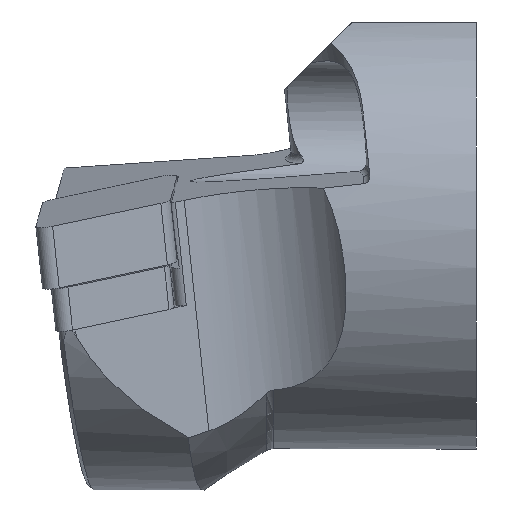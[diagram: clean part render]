
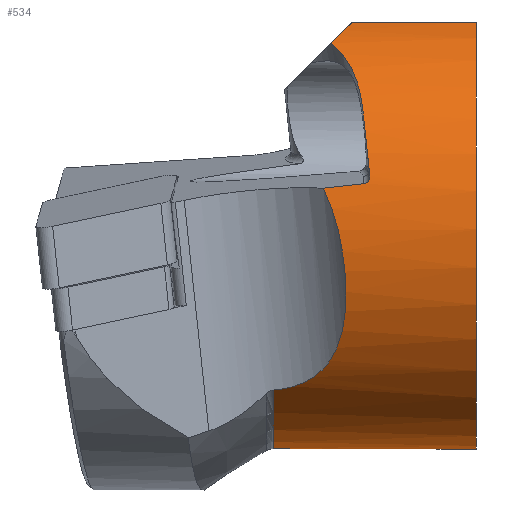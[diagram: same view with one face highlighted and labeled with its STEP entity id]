
A CAD part, front view. The second image highlights one B-rep face of the part: STEP entity #534.
In plain terms, the highlighted cylindrical face has radius 16 mm (diameter 32 mm), a partial arc.
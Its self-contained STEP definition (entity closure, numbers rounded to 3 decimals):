
#468=ELLIPSE('',#1683,153.068,16.);
#469=ELLIPSE('',#1685,16.091,16.);
#470=ELLIPSE('',#1686,22.627,16.);
#471=ELLIPSE('',#1687,22.627,16.);
#472=ELLIPSE('',#1688,16.091,16.);
#488=CYLINDRICAL_SURFACE('',#1689,16.);
#534=ADVANCED_FACE('',(#638),#488,.T.);
#638=FACE_OUTER_BOUND('',#708,.T.);
#708=EDGE_LOOP('',(#957,#958,#959,#960,#961,#962,#963,#964,#965,#966,#967,
#968,#969,#970));
#766=B_SPLINE_CURVE_WITH_KNOTS('',3,(#2376,#2377,#2378,#2379,#2380,#2381,
#2382,#2383,#2384,#2385),.UNSPECIFIED.,.F.,.F.,(4,2,2,2,4),(0.,0.25,0.5,
0.75,1.),.UNSPECIFIED.);
#767=B_SPLINE_CURVE_WITH_KNOTS('',3,(#2389,#2390,#2391,#2392,#2393,#2394,
#2395,#2396,#2397,#2398,#2399,#2400,#2401,#2402),.UNSPECIFIED.,.F.,.F.,
(4,2,2,2,2,2,4),(0.,0.125,0.25,0.5,0.75,0.875,1.),.UNSPECIFIED.);
#768=B_SPLINE_CURVE_WITH_KNOTS('',3,(#2406,#2407,#2408,#2409),
 .UNSPECIFIED.,.F.,.F.,(4,4),(0.,1.),.UNSPECIFIED.);
#769=B_SPLINE_CURVE_WITH_KNOTS('',3,(#2418,#2419,#2420,#2421),
 .UNSPECIFIED.,.F.,.F.,(4,4),(0.,1.),.UNSPECIFIED.);
#770=B_SPLINE_CURVE_WITH_KNOTS('',3,(#2425,#2426,#2427,#2428,#2429,#2430,
#2431,#2432,#2433,#2434,#2435,#2436,#2437,#2438,#2439,#2440),
 .UNSPECIFIED.,.F.,.F.,(4,3,3,3,3,4),(0.,0.24,0.481,
0.71,0.921,1.),.UNSPECIFIED.);
#804=CIRCLE('',#1681,16.);
#805=CIRCLE('',#1684,16.);
#957=ORIENTED_EDGE('',*,*,#1379,.F.);
#958=ORIENTED_EDGE('',*,*,#1380,.T.);
#959=ORIENTED_EDGE('',*,*,#1381,.T.);
#960=ORIENTED_EDGE('',*,*,#1382,.T.);
#961=ORIENTED_EDGE('',*,*,#1383,.T.);
#962=ORIENTED_EDGE('',*,*,#1384,.T.);
#963=ORIENTED_EDGE('',*,*,#1385,.T.);
#964=ORIENTED_EDGE('',*,*,#1386,.T.);
#965=ORIENTED_EDGE('',*,*,#1378,.T.);
#966=ORIENTED_EDGE('',*,*,#1387,.T.);
#967=ORIENTED_EDGE('',*,*,#1388,.T.);
#968=ORIENTED_EDGE('',*,*,#1389,.T.);
#969=ORIENTED_EDGE('',*,*,#1390,.T.);
#970=ORIENTED_EDGE('',*,*,#1391,.T.);
#1240=VERTEX_POINT('',#2369);
#1241=VERTEX_POINT('',#2370);
#1242=VERTEX_POINT('',#2374);
#1243=VERTEX_POINT('',#2375);
#1244=VERTEX_POINT('',#2386);
#1245=VERTEX_POINT('',#2388);
#1246=VERTEX_POINT('',#2403);
#1247=VERTEX_POINT('',#2405);
#1248=VERTEX_POINT('',#2410);
#1249=VERTEX_POINT('',#2412);
#1250=VERTEX_POINT('',#2415);
#1251=VERTEX_POINT('',#2417);
#1252=VERTEX_POINT('',#2422);
#1253=VERTEX_POINT('',#2424);
#1378=EDGE_CURVE('',#1240,#1241,#804,.T.);
#1379=EDGE_CURVE('',#1242,#1243,#468,.T.);
#1380=EDGE_CURVE('',#1242,#1244,#766,.T.);
#1381=EDGE_CURVE('',#1244,#1245,#805,.T.);
#1382=EDGE_CURVE('',#1245,#1246,#767,.T.);
#1383=EDGE_CURVE('',#1246,#1247,#469,.T.);
#1384=EDGE_CURVE('',#1247,#1248,#768,.T.);
#1385=EDGE_CURVE('',#1248,#1249,#470,.T.);
#1386=EDGE_CURVE('',#1249,#1240,#1516,.T.);
#1387=EDGE_CURVE('',#1241,#1250,#1517,.T.);
#1388=EDGE_CURVE('',#1250,#1251,#471,.T.);
#1389=EDGE_CURVE('',#1251,#1252,#769,.T.);
#1390=EDGE_CURVE('',#1252,#1253,#472,.T.);
#1391=EDGE_CURVE('',#1253,#1243,#770,.T.);
#1516=LINE('',#2413,#1598);
#1517=LINE('',#2414,#1599);
#1598=VECTOR('',#1923,1.);
#1599=VECTOR('',#1924,1.);
#1681=AXIS2_PLACEMENT_3D('',#2371,#1911,#1912);
#1683=AXIS2_PLACEMENT_3D('',#2373,#1915,#1916);
#1684=AXIS2_PLACEMENT_3D('',#2387,#1917,#1918);
#1685=AXIS2_PLACEMENT_3D('',#2404,#1919,#1920);
#1686=AXIS2_PLACEMENT_3D('',#2411,#1921,#1922);
#1687=AXIS2_PLACEMENT_3D('',#2416,#1925,#1926);
#1688=AXIS2_PLACEMENT_3D('',#2423,#1927,#1928);
#1689=AXIS2_PLACEMENT_3D('',#2441,#1929,#1930);
#1911=DIRECTION('',(-1.,0.,0.));
#1912=DIRECTION('',(0.,0.,1.));
#1915=DIRECTION('',(-0.105,-0.173,0.979));
#1916=DIRECTION('',(0.995,-0.018,0.103));
#1917=DIRECTION('',(1.,0.,0.));
#1918=DIRECTION('',(0.,0.,-1.));
#1919=DIRECTION('',(0.994,0.,0.106));
#1920=DIRECTION('',(0.106,0.,-0.994));
#1921=DIRECTION('',(0.707,0.,-0.707));
#1922=DIRECTION('',(0.707,0.,0.707));
#1923=DIRECTION('',(1.,0.,0.));
#1924=DIRECTION('',(-1.,0.,0.));
#1925=DIRECTION('',(0.707,0.,-0.707));
#1926=DIRECTION('',(0.707,0.,0.707));
#1927=DIRECTION('',(0.994,0.,0.106));
#1928=DIRECTION('',(0.106,0.,-0.994));
#1929=DIRECTION('',(1.,0.,0.));
#1930=DIRECTION('',(0.,0.,-1.));
#2369=CARTESIAN_POINT('',(32.,5.568,15.));
#2370=CARTESIAN_POINT('',(32.,-5.568,15.));
#2371=CARTESIAN_POINT('',(32.,0.,0.));
#2373=CARTESIAN_POINT('',(-32.599,0.,0.));
#2374=CARTESIAN_POINT('',(20.909,-15.728,2.937));
#2375=CARTESIAN_POINT('',(23.847,-15.664,3.262));
#2376=CARTESIAN_POINT('',(20.909,-15.728,2.937));
#2377=CARTESIAN_POINT('',(21.591,-15.988,1.546));
#2378=CARTESIAN_POINT('',(22.012,-16.075,0.017));
#2379=CARTESIAN_POINT('',(22.53,-15.78,-3.062));
#2380=CARTESIAN_POINT('',(22.629,-15.398,-4.618));
#2381=CARTESIAN_POINT('',(22.369,-14.219,-7.5));
#2382=CARTESIAN_POINT('',(22.001,-13.382,-8.87));
#2383=CARTESIAN_POINT('',(20.287,-11.741,-10.95));
#2384=CARTESIAN_POINT('',(18.873,-11.014,-11.606));
#2385=CARTESIAN_POINT('',(17.287,-10.9,-11.713));
#2386=CARTESIAN_POINT('',(17.287,-10.9,-11.713));
#2387=CARTESIAN_POINT('',(17.287,0.,0.));
#2388=CARTESIAN_POINT('',(17.287,6.377,-14.674));
#2389=CARTESIAN_POINT('',(17.287,6.377,-14.674));
#2390=CARTESIAN_POINT('',(18.696,6.765,-14.506));
#2391=CARTESIAN_POINT('',(19.988,7.445,-14.197));
#2392=CARTESIAN_POINT('',(22.119,9.147,-13.165));
#2393=CARTESIAN_POINT('',(22.941,10.156,-12.435));
#2394=CARTESIAN_POINT('',(24.66,13.032,-9.657));
#2395=CARTESIAN_POINT('',(24.866,14.662,-7.027));
#2396=CARTESIAN_POINT('',(25.024,16.193,-1.457));
#2397=CARTESIAN_POINT('',(25.026,16.189,1.557));
#2398=CARTESIAN_POINT('',(24.899,14.996,5.765));
#2399=CARTESIAN_POINT('',(24.821,14.418,7.087));
#2400=CARTESIAN_POINT('',(24.398,12.909,9.563));
#2401=CARTESIAN_POINT('',(24.05,11.992,10.676));
#2402=CARTESIAN_POINT('',(23.461,11.027,11.593));
#2403=CARTESIAN_POINT('',(23.461,11.027,11.593));
#2404=CARTESIAN_POINT('',(24.698,0.,0.));
#2405=CARTESIAN_POINT('',(23.194,7.577,14.092));
#2406=CARTESIAN_POINT('',(23.194,7.577,14.092));
#2407=CARTESIAN_POINT('',(23.159,6.96,14.424));
#2408=CARTESIAN_POINT('',(23.082,6.327,14.712));
#2409=CARTESIAN_POINT('',(22.955,5.689,14.955));
#2410=CARTESIAN_POINT('',(22.955,5.689,14.955));
#2411=CARTESIAN_POINT('',(8.,0.,0.));
#2412=CARTESIAN_POINT('',(23.,5.568,15.));
#2413=CARTESIAN_POINT('',(0.,5.568,15.));
#2414=CARTESIAN_POINT('',(0.,-5.568,15.));
#2415=CARTESIAN_POINT('',(23.,-5.568,15.));
#2416=CARTESIAN_POINT('',(8.,0.,0.));
#2417=CARTESIAN_POINT('',(21.467,-8.639,13.467));
#2418=CARTESIAN_POINT('',(21.467,-8.639,13.467));
#2419=CARTESIAN_POINT('',(22.912,-10.353,12.368));
#2420=CARTESIAN_POINT('',(23.561,-12.191,10.659));
#2421=CARTESIAN_POINT('',(23.786,-13.525,8.548));
#2422=CARTESIAN_POINT('',(23.786,-13.525,8.548));
#2423=CARTESIAN_POINT('',(24.698,0.,0.));
#2424=CARTESIAN_POINT('',(24.288,-15.532,3.843));
#2425=CARTESIAN_POINT('',(24.288,-15.532,3.843));
#2426=CARTESIAN_POINT('',(24.295,-15.547,3.78));
#2427=CARTESIAN_POINT('',(24.291,-15.563,3.715));
#2428=CARTESIAN_POINT('',(24.276,-15.577,3.653));
#2429=CARTESIAN_POINT('',(24.261,-15.592,3.591));
#2430=CARTESIAN_POINT('',(24.234,-15.606,3.53));
#2431=CARTESIAN_POINT('',(24.198,-15.618,3.477));
#2432=CARTESIAN_POINT('',(24.163,-15.629,3.426));
#2433=CARTESIAN_POINT('',(24.119,-15.639,3.38));
#2434=CARTESIAN_POINT('',(24.068,-15.646,3.345));
#2435=CARTESIAN_POINT('',(24.021,-15.653,3.313));
#2436=CARTESIAN_POINT('',(23.967,-15.658,3.288));
#2437=CARTESIAN_POINT('',(23.912,-15.661,3.274));
#2438=CARTESIAN_POINT('',(23.891,-15.663,3.269));
#2439=CARTESIAN_POINT('',(23.869,-15.663,3.265));
#2440=CARTESIAN_POINT('',(23.847,-15.664,3.262));
#2441=CARTESIAN_POINT('',(0.,0.,0.));
